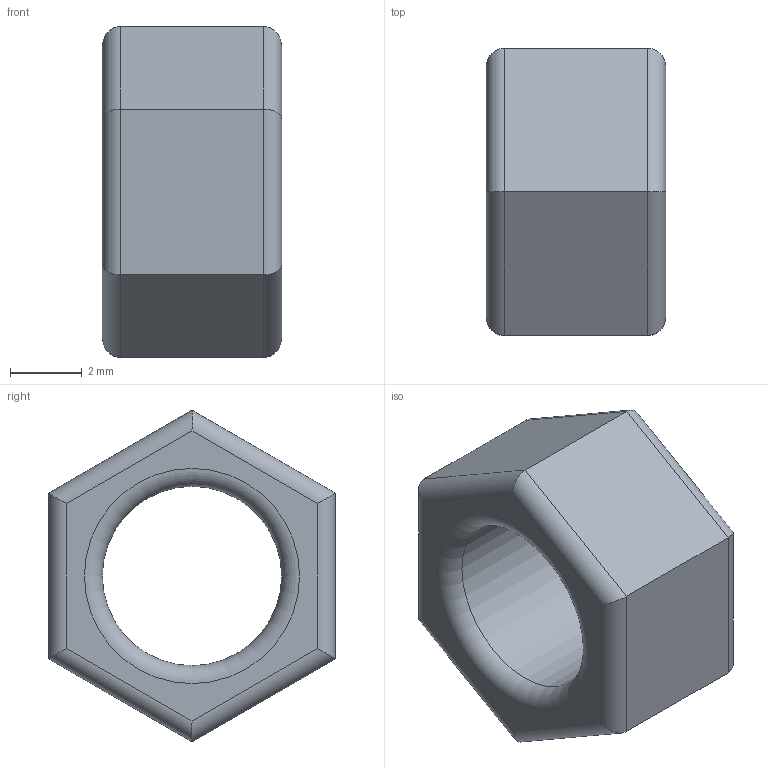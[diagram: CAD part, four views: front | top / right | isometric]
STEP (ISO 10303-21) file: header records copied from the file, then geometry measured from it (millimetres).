
FILE_DESCRIPTION(('STEP AP203'), '1');
FILE_NAME('Äåòàëü ãàéêà M5x5', '', ('UNSPECIFIED'), ('UNSPECIFIED'), 'C3D Converter', 'C3D Toolkit', '');
FILE_SCHEMA(('CONFIG_CONTROL_DESIGN'));
Length unit declared in the file: millimetre
Bounding box: 5 x 8 x 9.24 mm (x, y, z)
Volume: 174.3 mm3; surface area: 270 mm2
Topology: 1 solids, 1 shells, 23 faces, 49 edges, 28 vertices
Faces by surface type: cylinder 13, plane 8, torus 2
Full cylindrical faces by diameter (mm): 5 x1
Entity records: 803 total; most frequent: CARTESIAN_POINT 134, ORIENTED_EDGE 92, DIRECTION 86, EDGE_CURVE 46, LINE 30, VECTOR 30, AXIS2_PLACEMENT_3D 28, EDGE_LOOP 28
